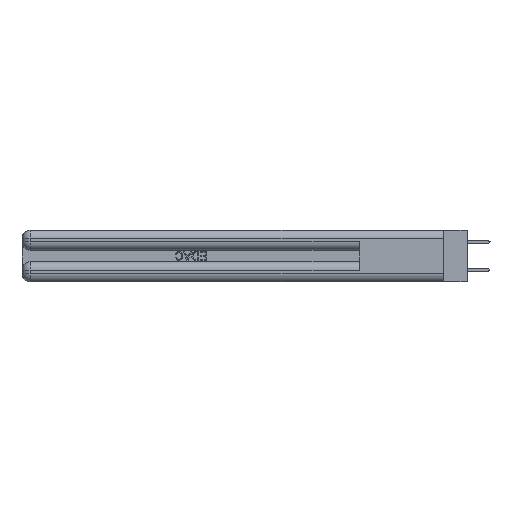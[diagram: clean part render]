
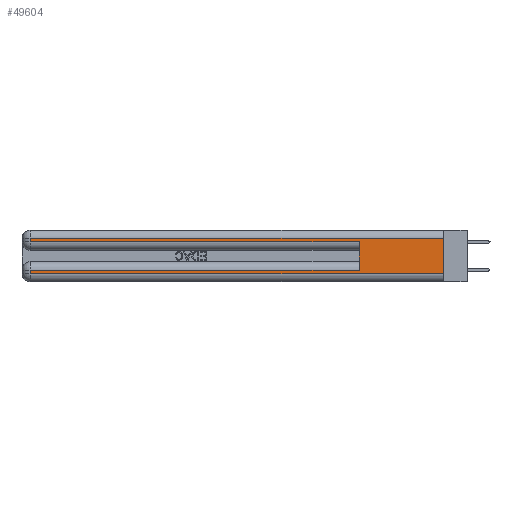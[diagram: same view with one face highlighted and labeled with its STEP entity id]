
A CAD part, left-side view. The second image highlights one B-rep face of the part: STEP entity #49604.
In plain terms, the highlighted planar face has unit normal (-1, 0, 0).
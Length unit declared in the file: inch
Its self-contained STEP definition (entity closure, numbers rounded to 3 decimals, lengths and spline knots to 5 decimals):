
#1391 = VECTOR ( 'NONE', #17198, 39.37008 ) ;
#2112 = CARTESIAN_POINT ( 'NONE',  ( 0., 2.94, 0.37 ) ) ;
#2611 = DIRECTION ( 'NONE',  ( 0., 0., -1. ) ) ;
#3793 = VECTOR ( 'NONE', #21589, 39.37008 ) ;
#5064 = EDGE_CURVE ( 'NONE', #30169, #34694, #9815, .T. ) ;
#6086 = DIRECTION ( 'NONE',  ( 0., 0., -1. ) ) ;
#8166 = CARTESIAN_POINT ( 'NONE',  ( 0., 2.94, 0.285 ) ) ;
#8740 = VERTEX_POINT ( 'NONE', #40123 ) ;
#8839 = LINE ( 'NONE', #17825, #36817 ) ;
#9272 = CARTESIAN_POINT ( 'NONE',  ( 0., 0., 0.37 ) ) ;
#9815 = LINE ( 'NONE', #25544, #50762 ) ;
#10376 = ORIENTED_EDGE ( 'NONE', *, *, #44668, .F. ) ;
#10617 = LINE ( 'NONE', #2112, #30534 ) ;
#10741 = EDGE_CURVE ( 'NONE', #26719, #21830, #8839, .T. ) ;
#13273 = CARTESIAN_POINT ( 'NONE',  ( 0., 0., 0.31 ) ) ;
#13277 = DIRECTION ( 'NONE',  ( 0., 0., -1. ) ) ;
#17198 = DIRECTION ( 'NONE',  ( 0., 1., 0. ) ) ;
#17247 = ORIENTED_EDGE ( 'NONE', *, *, #31391, .T. ) ;
#17698 = EDGE_CURVE ( 'NONE', #22717, #8740, #22136, .T. ) ;
#17825 = CARTESIAN_POINT ( 'NONE',  ( 0., 0., 0.285 ) ) ;
#20945 = ORIENTED_EDGE ( 'NONE', *, *, #17698, .T. ) ;
#20964 = CARTESIAN_POINT ( 'NONE',  ( 0., 2.94, 0.06 ) ) ;
#21589 = DIRECTION ( 'NONE',  ( 0., 0., 1. ) ) ;
#21830 = VERTEX_POINT ( 'NONE', #46675 ) ;
#22136 = LINE ( 'NONE', #23600, #33912 ) ;
#22263 = CARTESIAN_POINT ( 'NONE',  ( 0., 2.94, 0.37 ) ) ;
#22503 = CARTESIAN_POINT ( 'NONE',  ( 0., 0., 0.37 ) ) ;
#22717 = VERTEX_POINT ( 'NONE', #20964 ) ;
#23465 = VECTOR ( 'NONE', #26243, 39.37008 ) ;
#23600 = CARTESIAN_POINT ( 'NONE',  ( 0., 0., 0.06 ) ) ;
#24205 = VERTEX_POINT ( 'NONE', #41459 ) ;
#25544 = CARTESIAN_POINT ( 'NONE',  ( 0., 0., 0.31 ) ) ;
#26243 = DIRECTION ( 'NONE',  ( 0., 0., -1. ) ) ;
#26719 = VERTEX_POINT ( 'NONE', #8166 ) ;
#28543 = CARTESIAN_POINT ( 'NONE',  ( 0., 2.94, 0.31 ) ) ;
#30169 = VERTEX_POINT ( 'NONE', #13273 ) ;
#30534 = VECTOR ( 'NONE', #6086, 39.37008 ) ;
#31391 = EDGE_CURVE ( 'NONE', #24205, #50353, #42412, .T. ) ;
#32375 = EDGE_CURVE ( 'NONE', #50353, #22717, #10617, .T. ) ;
#32454 = EDGE_CURVE ( 'NONE', #30169, #8740, #50307, .T. ) ;
#32505 = FACE_OUTER_BOUND ( 'NONE', #45759, .T. ) ;
#33103 = PLANE ( 'NONE',  #35902 ) ;
#33912 = VECTOR ( 'NONE', #43673, 39.37008 ) ;
#33969 = LINE ( 'NONE', #22263, #23465 ) ;
#34694 = VERTEX_POINT ( 'NONE', #28543 ) ;
#35902 = AXIS2_PLACEMENT_3D ( 'NONE', #9272, #37062, #13277 ) ;
#35964 = ORIENTED_EDGE ( 'NONE', *, *, #10741, .T. ) ;
#36614 = ORIENTED_EDGE ( 'NONE', *, *, #41712, .T. ) ;
#36817 = VECTOR ( 'NONE', #49510, 39.37008 ) ;
#37062 = DIRECTION ( 'NONE',  ( 1., 0., 0. ) ) ;
#37305 = VECTOR ( 'NONE', #2611, 39.37008 ) ;
#37342 = CARTESIAN_POINT ( 'NONE',  ( 0., 0.6, 0.145 ) ) ;
#37520 = CARTESIAN_POINT ( 'NONE',  ( 0., 2.94, 0.085 ) ) ;
#40123 = CARTESIAN_POINT ( 'NONE',  ( 0., 0., 0.06 ) ) ;
#40264 = CARTESIAN_POINT ( 'NONE',  ( 0., 0., 0.085 ) ) ;
#40754 = ORIENTED_EDGE ( 'NONE', *, *, #32454, .F. ) ;
#41459 = CARTESIAN_POINT ( 'NONE',  ( 0., 0.6, 0.085 ) ) ;
#41712 = EDGE_CURVE ( 'NONE', #34694, #26719, #33969, .T. ) ;
#42412 = LINE ( 'NONE', #40264, #1391 ) ;
#43673 = DIRECTION ( 'NONE',  ( 0., -1., 0. ) ) ;
#44668 = EDGE_CURVE ( 'NONE', #24205, #21830, #46068, .T. ) ;
#45461 = DIRECTION ( 'NONE',  ( 0., 1., 0. ) ) ;
#45759 = EDGE_LOOP ( 'NONE', ( #40754, #48570, #36614, #35964, #10376, #17247, #48178, #20945 ) ) ;
#46068 = LINE ( 'NONE', #37342, #3793 ) ;
#46675 = CARTESIAN_POINT ( 'NONE',  ( 0., 0.6, 0.285 ) ) ;
#48178 = ORIENTED_EDGE ( 'NONE', *, *, #32375, .T. ) ;
#48570 = ORIENTED_EDGE ( 'NONE', *, *, #5064, .T. ) ;
#49510 = DIRECTION ( 'NONE',  ( 0., -1., 0. ) ) ;
#49604 = ADVANCED_FACE ( 'NONE', ( #32505 ), #33103, .F. ) ;
#50307 = LINE ( 'NONE', #22503, #37305 ) ;
#50353 = VERTEX_POINT ( 'NONE', #37520 ) ;
#50762 = VECTOR ( 'NONE', #45461, 39.37008 ) ;
